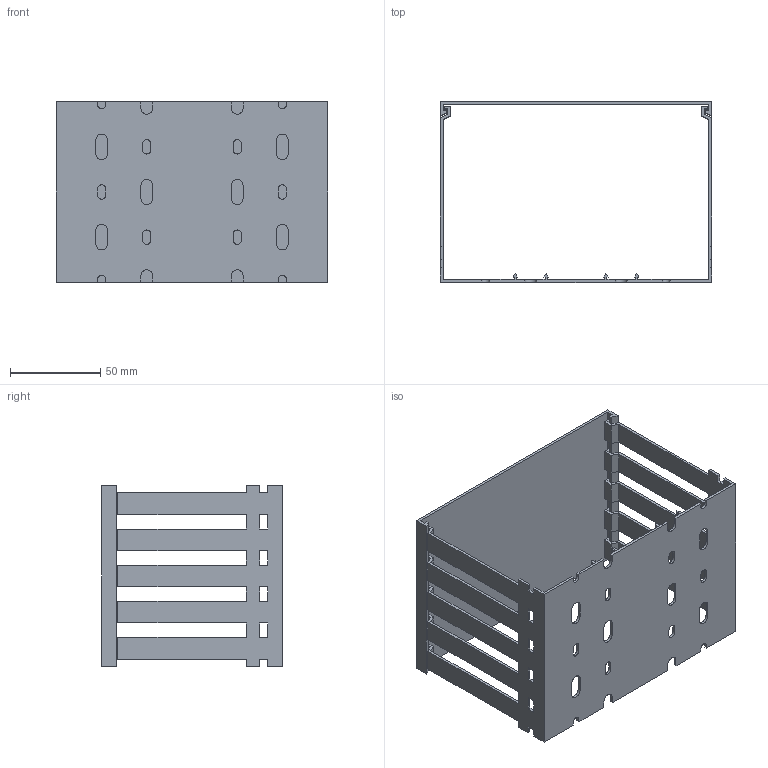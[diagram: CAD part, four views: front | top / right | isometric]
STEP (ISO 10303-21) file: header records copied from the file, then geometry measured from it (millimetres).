
FILE_DESCRIPTION (( 'STEP AP203' ), '1' );
FILE_NAME ('WDW-6040W-1.step', '2024-05-21T18:55:01', ( '' ), ( '' ), 'SwSTEP 2.0', 'SolidWorks 2023', '' );
FILE_SCHEMA (( 'CONFIG_CONTROL_DESIGN' ));
Length unit declared in the file: millimetre
Products named in the file (1): WDW-6040W-1
Bounding box: 150 x 100 x 100 mm (x, y, z)
Volume: 67581.6 mm3; surface area: 95643.9 mm2
Topology: 2 solids, 2 shells, 280 faces, 828 edges, 552 vertices
Faces by surface type: plane 248, cylinder 32
Entity records: 9371 total; most frequent: CARTESIAN_POINT 1661, ORIENTED_EDGE 1656, DIRECTION 1454, EDGE_CURVE 828, LINE 764, VECTOR 764, VERTEX_POINT 552, AXIS2_PLACEMENT_3D 345
